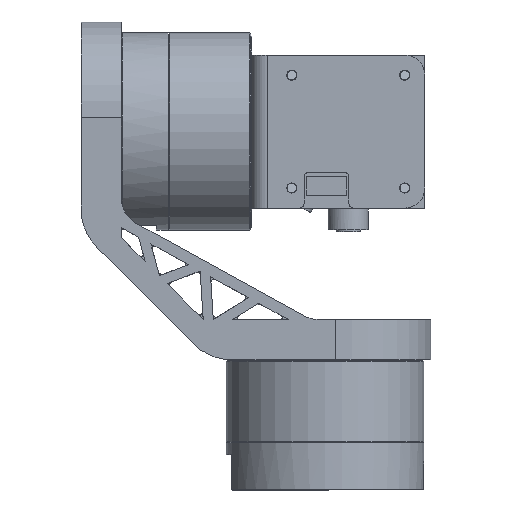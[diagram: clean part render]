
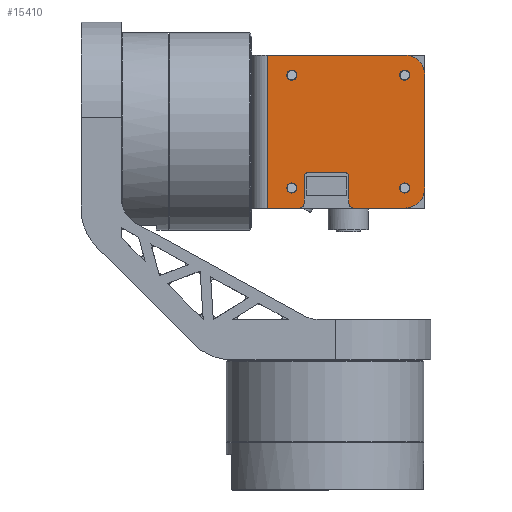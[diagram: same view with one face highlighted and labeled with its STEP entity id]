
A CAD part, left-side view. The second image highlights one B-rep face of the part: STEP entity #15410.
In plain terms, the highlighted planar face has unit normal (-1, 0, 0).
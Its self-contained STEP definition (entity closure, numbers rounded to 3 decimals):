
#484=FACE_BOUND('',#2935,.T.);
#485=FACE_BOUND('',#2936,.T.);
#486=FACE_BOUND('',#2937,.T.);
#487=FACE_BOUND('',#2938,.T.);
#960=PLANE('',#17441);
#1852=FACE_OUTER_BOUND('',#2934,.T.);
#2934=EDGE_LOOP('',(#14118,#14119,#14120,#14121,#14122,#14123,#14124,#14125,
#14126,#14127,#14128,#14129,#14130,#14131));
#2935=EDGE_LOOP('',(#14132));
#2936=EDGE_LOOP('',(#14133));
#2937=EDGE_LOOP('',(#14134));
#2938=EDGE_LOOP('',(#14135));
#3848=CIRCLE('',#17442,1.25);
#3849=CIRCLE('',#17443,1.25);
#3850=CIRCLE('',#17444,1.25);
#3851=CIRCLE('',#17445,1.25);
#3852=CIRCLE('',#17446,5.);
#3853=CIRCLE('',#17447,5.);
#3854=CIRCLE('',#17448,1.25);
#3855=CIRCLE('',#17449,1.25);
#3856=CIRCLE('',#17450,1.25);
#3857=CIRCLE('',#17451,1.25);
#5073=LINE('',#26941,#6312);
#5075=LINE('',#26947,#6314);
#5076=LINE('',#26951,#6315);
#5077=LINE('',#26955,#6316);
#5078=LINE('',#26959,#6317);
#5079=LINE('',#26963,#6318);
#5080=LINE('',#26967,#6319);
#5081=LINE('',#26970,#6320);
#6312=VECTOR('',#22179,10.);
#6314=VECTOR('',#22185,10.);
#6315=VECTOR('',#22188,10.);
#6316=VECTOR('',#22191,10.);
#6317=VECTOR('',#22194,10.);
#6318=VECTOR('',#22197,10.);
#6319=VECTOR('',#22200,10.);
#6320=VECTOR('',#22203,10.);
#7728=VERTEX_POINT('',#26938);
#7729=VERTEX_POINT('',#26940);
#7731=VERTEX_POINT('',#26946);
#7732=VERTEX_POINT('',#26948);
#7733=VERTEX_POINT('',#26950);
#7734=VERTEX_POINT('',#26952);
#7735=VERTEX_POINT('',#26954);
#7736=VERTEX_POINT('',#26956);
#7737=VERTEX_POINT('',#26958);
#7738=VERTEX_POINT('',#26960);
#7739=VERTEX_POINT('',#26962);
#7740=VERTEX_POINT('',#26964);
#7741=VERTEX_POINT('',#26966);
#7742=VERTEX_POINT('',#26968);
#7743=VERTEX_POINT('',#26971);
#7744=VERTEX_POINT('',#26973);
#7745=VERTEX_POINT('',#26975);
#7746=VERTEX_POINT('',#26977);
#9865=EDGE_CURVE('',#7728,#7729,#5073,.T.);
#9868=EDGE_CURVE('',#7728,#7731,#5075,.T.);
#9869=EDGE_CURVE('',#7731,#7732,#3848,.T.);
#9870=EDGE_CURVE('',#7732,#7733,#5076,.T.);
#9871=EDGE_CURVE('',#7733,#7734,#3849,.T.);
#9872=EDGE_CURVE('',#7734,#7735,#5077,.T.);
#9873=EDGE_CURVE('',#7735,#7736,#3850,.T.);
#9874=EDGE_CURVE('',#7736,#7737,#5078,.T.);
#9875=EDGE_CURVE('',#7737,#7738,#3851,.T.);
#9876=EDGE_CURVE('',#7738,#7739,#5079,.T.);
#9877=EDGE_CURVE('',#7739,#7740,#3852,.T.);
#9878=EDGE_CURVE('',#7740,#7741,#5080,.T.);
#9879=EDGE_CURVE('',#7741,#7742,#3853,.T.);
#9880=EDGE_CURVE('',#7742,#7729,#5081,.T.);
#9881=EDGE_CURVE('',#7743,#7743,#3854,.F.);
#9882=EDGE_CURVE('',#7744,#7744,#3855,.F.);
#9883=EDGE_CURVE('',#7745,#7745,#3856,.F.);
#9884=EDGE_CURVE('',#7746,#7746,#3857,.F.);
#14118=ORIENTED_EDGE('',*,*,#9865,.F.);
#14119=ORIENTED_EDGE('',*,*,#9868,.T.);
#14120=ORIENTED_EDGE('',*,*,#9869,.T.);
#14121=ORIENTED_EDGE('',*,*,#9870,.T.);
#14122=ORIENTED_EDGE('',*,*,#9871,.T.);
#14123=ORIENTED_EDGE('',*,*,#9872,.T.);
#14124=ORIENTED_EDGE('',*,*,#9873,.T.);
#14125=ORIENTED_EDGE('',*,*,#9874,.T.);
#14126=ORIENTED_EDGE('',*,*,#9875,.T.);
#14127=ORIENTED_EDGE('',*,*,#9876,.T.);
#14128=ORIENTED_EDGE('',*,*,#9877,.T.);
#14129=ORIENTED_EDGE('',*,*,#9878,.T.);
#14130=ORIENTED_EDGE('',*,*,#9879,.T.);
#14131=ORIENTED_EDGE('',*,*,#9880,.T.);
#14132=ORIENTED_EDGE('',*,*,#9881,.T.);
#14133=ORIENTED_EDGE('',*,*,#9882,.T.);
#14134=ORIENTED_EDGE('',*,*,#9883,.T.);
#14135=ORIENTED_EDGE('',*,*,#9884,.T.);
#15410=ADVANCED_FACE('',(#1852,#484,#485,#486,#487),#960,.T.);
#17441=AXIS2_PLACEMENT_3D('',#26945,#22183,#22184);
#17442=AXIS2_PLACEMENT_3D('',#26949,#22186,#22187);
#17443=AXIS2_PLACEMENT_3D('',#26953,#22189,#22190);
#17444=AXIS2_PLACEMENT_3D('',#26957,#22192,#22193);
#17445=AXIS2_PLACEMENT_3D('',#26961,#22195,#22196);
#17446=AXIS2_PLACEMENT_3D('',#26965,#22198,#22199);
#17447=AXIS2_PLACEMENT_3D('',#26969,#22201,#22202);
#17448=AXIS2_PLACEMENT_3D('',#26972,#22204,#22205);
#17449=AXIS2_PLACEMENT_3D('',#26974,#22206,#22207);
#17450=AXIS2_PLACEMENT_3D('',#26976,#22208,#22209);
#17451=AXIS2_PLACEMENT_3D('',#26978,#22210,#22211);
#22179=DIRECTION('',(0.,0.,1.));
#22183=DIRECTION('center_axis',(-1.,0.,0.));
#22184=DIRECTION('ref_axis',(0.,-1.,0.));
#22185=DIRECTION('',(0.,-1.,0.));
#22186=DIRECTION('center_axis',(-1.,0.,0.));
#22187=DIRECTION('ref_axis',(0.,0.,-1.));
#22188=DIRECTION('',(0.,0.,1.));
#22189=DIRECTION('center_axis',(1.,0.,0.));
#22190=DIRECTION('ref_axis',(0.,0.,
1.));
#22191=DIRECTION('',(0.,-1.,0.));
#22192=DIRECTION('center_axis',(1.,0.,0.));
#22193=DIRECTION('ref_axis',(0.,-1.,0.));
#22194=DIRECTION('',(0.,0.,-1.));
#22195=DIRECTION('center_axis',(-1.,0.,0.));
#22196=DIRECTION('ref_axis',(0.,1.,0.));
#22197=DIRECTION('',(0.,-1.,0.));
#22198=DIRECTION('center_axis',(-1.,0.,0.));
#22199=DIRECTION('ref_axis',(0.,0.,
-1.));
#22200=DIRECTION('',(0.,0.,1.));
#22201=DIRECTION('center_axis',(-1.,0.,0.));
#22202=DIRECTION('ref_axis',(0.,-1.,0.));
#22203=DIRECTION('',(0.,1.,0.));
#22204=DIRECTION('center_axis',(-1.,0.,0.));
#22205=DIRECTION('ref_axis',(0.,-1.,0.));
#22206=DIRECTION('center_axis',(-1.,0.,0.));
#22207=DIRECTION('ref_axis',(0.,-1.,0.));
#22208=DIRECTION('center_axis',(-1.,0.,0.));
#22209=DIRECTION('ref_axis',(0.,-1.,0.));
#22210=DIRECTION('center_axis',(-1.,0.,0.));
#22211=DIRECTION('ref_axis',(0.,-1.,0.));
#26938=CARTESIAN_POINT('',(-68.184,15.915,69.498));
#26940=CARTESIAN_POINT('',(-68.184,15.915,107.498));
#26941=CARTESIAN_POINT('',(-68.184,15.915,97.998));
#26945=CARTESIAN_POINT('Origin',(-68.184,-1.835,88.498));
#26946=CARTESIAN_POINT('',(-68.184,8.07,69.498));
#26947=CARTESIAN_POINT('',(-68.184,8.79,69.498));
#26948=CARTESIAN_POINT('',(-68.184,6.82,70.748));
#26949=CARTESIAN_POINT('Origin',(-68.184,8.07,70.748));
#26950=CARTESIAN_POINT('',(-68.184,6.82,77.173));
#26951=CARTESIAN_POINT('',(-68.184,6.82,79.623));
#26952=CARTESIAN_POINT('',(-68.184,5.57,78.423));
#26953=CARTESIAN_POINT('Origin',(-68.184,5.57,77.173));
#26954=CARTESIAN_POINT('',(-68.184,-2.968,78.423));
#26955=CARTESIAN_POINT('',(-68.184,1.867,78.423));
#26956=CARTESIAN_POINT('',(-68.184,-4.218,77.173));
#26957=CARTESIAN_POINT('Origin',(-68.184,-2.968,77.173));
#26958=CARTESIAN_POINT('',(-68.184,-4.218,70.748));
#26959=CARTESIAN_POINT('',(-68.184,-4.218,82.836));
#26960=CARTESIAN_POINT('',(-68.184,-5.468,69.498));
#26961=CARTESIAN_POINT('Origin',(-68.184,-5.468,70.748));
#26962=CARTESIAN_POINT('',(-68.184,-18.085,69.498));
#26963=CARTESIAN_POINT('',(-68.184,-3.651,69.498));
#26964=CARTESIAN_POINT('',(-68.184,-23.085,74.498));
#26965=CARTESIAN_POINT('Origin',(-68.184,-18.085,74.498));
#26966=CARTESIAN_POINT('',(-68.184,-23.085,102.498));
#26967=CARTESIAN_POINT('',(-68.184,-23.085,81.498));
#26968=CARTESIAN_POINT('',(-68.184,-18.085,107.498));
#26969=CARTESIAN_POINT('Origin',(-68.184,-18.085,102.498));
#26970=CARTESIAN_POINT('',(-68.184,-9.96,107.498));
#26971=CARTESIAN_POINT('',(-68.184,11.165,102.498));
#26972=CARTESIAN_POINT('Origin',(-68.184,9.915,102.498));
#26973=CARTESIAN_POINT('',(-68.184,-16.835,102.498));
#26974=CARTESIAN_POINT('Origin',(-68.184,-18.085,102.498));
#26975=CARTESIAN_POINT('',(-68.184,-16.835,74.498));
#26976=CARTESIAN_POINT('Origin',(-68.184,-18.085,74.498));
#26977=CARTESIAN_POINT('',(-68.184,11.165,74.498));
#26978=CARTESIAN_POINT('Origin',(-68.184,9.915,74.498));
